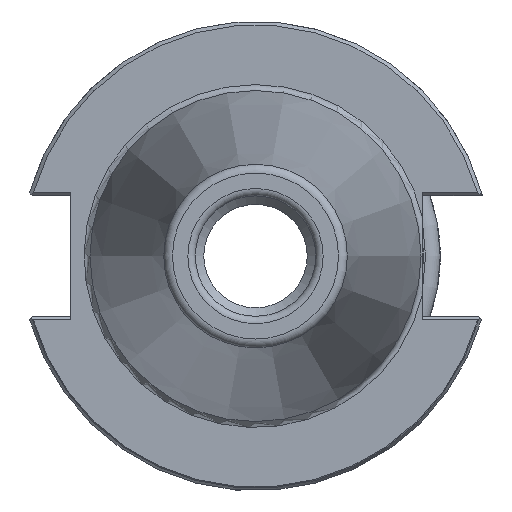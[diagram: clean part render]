
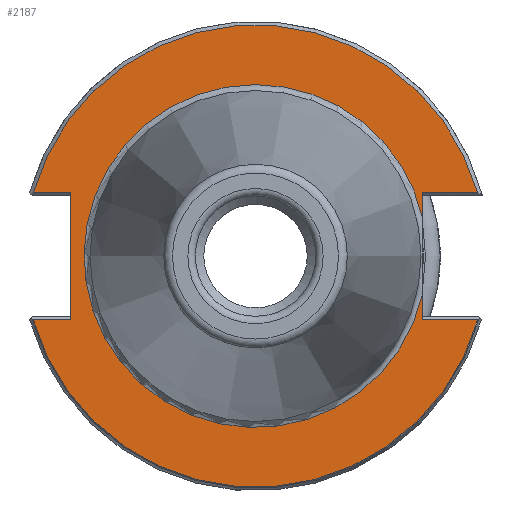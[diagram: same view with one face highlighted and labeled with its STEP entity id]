
A CAD part, left-side view. The second image highlights one B-rep face of the part: STEP entity #2187.
In plain terms, the highlighted planar face has unit normal (-1, 0, 0).
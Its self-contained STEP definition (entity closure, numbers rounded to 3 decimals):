
#78=CIRCLE('',#2336,23.2);
#79=CIRCLE('',#2337,23.2);
#80=CIRCLE('',#2338,31.275);
#81=CIRCLE('',#2339,31.275);
#294=FACE_OUTER_BOUND('',#410,.T.);
#410=EDGE_LOOP('',(#1495,#1496,#1497,#1498,#1499,#1500,#1501,#1502,#1503,
#1504,#1505));
#591=LINE('',#3412,#711);
#593=LINE('',#3445,#713);
#595=LINE('',#3449,#715);
#596=LINE('',#3454,#716);
#597=LINE('',#3458,#717);
#598=LINE('',#3460,#718);
#599=LINE('',#3462,#719);
#711=VECTOR('',#2640,10.);
#713=VECTOR('',#2656,10.);
#715=VECTOR('',#2660,10.);
#716=VECTOR('',#2665,10.);
#717=VECTOR('',#2668,10.);
#718=VECTOR('',#2669,10.);
#719=VECTOR('',#2670,10.);
#849=VERTEX_POINT('',#3409);
#850=VERTEX_POINT('',#3411);
#857=VERTEX_POINT('',#3440);
#858=VERTEX_POINT('',#3444);
#859=VERTEX_POINT('',#3448);
#860=VERTEX_POINT('',#3450);
#861=VERTEX_POINT('',#3452);
#862=VERTEX_POINT('',#3455);
#863=VERTEX_POINT('',#3457);
#864=VERTEX_POINT('',#3459);
#865=VERTEX_POINT('',#3461);
#1106=EDGE_CURVE('',#849,#850,#591,.T.);
#1117=EDGE_CURVE('',#857,#858,#593,.T.);
#1119=EDGE_CURVE('',#849,#859,#595,.T.);
#1120=EDGE_CURVE('',#859,#860,#78,.T.);
#1121=EDGE_CURVE('',#860,#861,#79,.T.);
#1122=EDGE_CURVE('',#861,#858,#596,.T.);
#1123=EDGE_CURVE('',#862,#857,#80,.T.);
#1124=EDGE_CURVE('',#863,#862,#597,.T.);
#1125=EDGE_CURVE('',#863,#864,#598,.T.);
#1126=EDGE_CURVE('',#865,#864,#599,.T.);
#1127=EDGE_CURVE('',#850,#865,#81,.T.);
#1495=ORIENTED_EDGE('',*,*,#1119,.T.);
#1496=ORIENTED_EDGE('',*,*,#1120,.T.);
#1497=ORIENTED_EDGE('',*,*,#1121,.T.);
#1498=ORIENTED_EDGE('',*,*,#1122,.T.);
#1499=ORIENTED_EDGE('',*,*,#1117,.F.);
#1500=ORIENTED_EDGE('',*,*,#1123,.F.);
#1501=ORIENTED_EDGE('',*,*,#1124,.F.);
#1502=ORIENTED_EDGE('',*,*,#1125,.T.);
#1503=ORIENTED_EDGE('',*,*,#1126,.F.);
#1504=ORIENTED_EDGE('',*,*,#1127,.F.);
#1505=ORIENTED_EDGE('',*,*,#1106,.F.);
#2133=PLANE('',#2335);
#2187=ADVANCED_FACE('',(#294),#2133,.T.);
#2335=AXIS2_PLACEMENT_3D('',#3447,#2658,#2659);
#2336=AXIS2_PLACEMENT_3D('',#3451,#2661,#2662);
#2337=AXIS2_PLACEMENT_3D('',#3453,#2663,#2664);
#2338=AXIS2_PLACEMENT_3D('',#3456,#2666,#2667);
#2339=AXIS2_PLACEMENT_3D('',#3463,#2671,#2672);
#2640=DIRECTION('',(0.,-1.,0.));
#2656=DIRECTION('',(0.,1.,0.));
#2658=DIRECTION('center_axis',(-1.,0.,0.));
#2659=DIRECTION('ref_axis',(0.,0.,1.));
#2660=DIRECTION('',(0.,0.,1.));
#2661=DIRECTION('center_axis',(1.,0.,0.));
#2662=DIRECTION('ref_axis',(0.,0.,-1.));
#2663=DIRECTION('center_axis',(1.,0.,0.));
#2664=DIRECTION('ref_axis',(0.,0.,-1.));
#2665=DIRECTION('',(0.,0.,1.));
#2666=DIRECTION('center_axis',(1.,0.,0.));
#2667=DIRECTION('ref_axis',(0.,0.,-1.));
#2668=DIRECTION('',(0.,1.,0.));
#2669=DIRECTION('',(0.,0.,-1.));
#2670=DIRECTION('',(0.,-1.,0.));
#2671=DIRECTION('center_axis',(1.,0.,0.));
#2672=DIRECTION('ref_axis',(0.,0.,-1.));
#3409=CARTESIAN_POINT('',(3.175,-22.6,-8.65));
#3411=CARTESIAN_POINT('',(3.175,-30.055,-8.65));
#3412=CARTESIAN_POINT('',(3.175,-7.663,-8.65));
#3440=CARTESIAN_POINT('',(3.175,-30.055,8.65));
#3444=CARTESIAN_POINT('',(3.175,-22.6,8.65));
#3445=CARTESIAN_POINT('',(3.175,4.337,8.65));
#3447=CARTESIAN_POINT('Origin',(3.175,31.275,0.));
#3448=CARTESIAN_POINT('',(3.175,-22.6,-5.242));
#3449=CARTESIAN_POINT('',(3.175,-22.6,-4.075));
#3450=CARTESIAN_POINT('',(3.175,0.,23.2));
#3451=CARTESIAN_POINT('Origin',(3.175,0.,0.));
#3452=CARTESIAN_POINT('',(3.175,-22.6,5.242));
#3453=CARTESIAN_POINT('Origin',(3.175,0.,0.));
#3454=CARTESIAN_POINT('',(3.175,-22.6,-4.075));
#3455=CARTESIAN_POINT('',(3.175,30.055,8.65));
#3456=CARTESIAN_POINT('Origin',(3.175,0.,0.));
#3457=CARTESIAN_POINT('',(3.175,25.,8.65));
#3458=CARTESIAN_POINT('',(3.175,35.637,8.65));
#3459=CARTESIAN_POINT('',(3.175,25.,-8.65));
#3460=CARTESIAN_POINT('',(3.175,25.,4.075));
#3461=CARTESIAN_POINT('',(3.175,30.055,-8.65));
#3462=CARTESIAN_POINT('',(3.175,28.137,-8.65));
#3463=CARTESIAN_POINT('Origin',(3.175,0.,0.));
